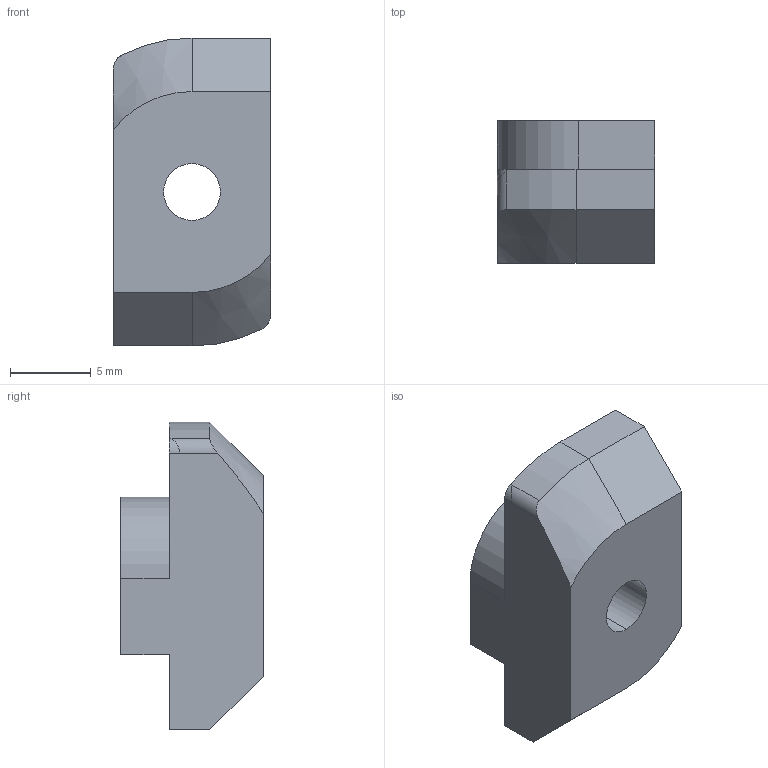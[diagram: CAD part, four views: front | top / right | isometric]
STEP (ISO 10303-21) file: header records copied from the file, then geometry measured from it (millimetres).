
FILE_DESCRIPTION (( 'STEP AP214' ), '1' );
FILE_NAME ('6211500', '2019-02-04T08:31:09', ( '' ), ('JUGARD+KÜNSTNER GmbH'), 'SwSTEP 2.0', 'SolidWorks 2017', '' );
FILE_SCHEMA (( 'AUTOMOTIVE_DESIGN' ));
Length unit declared in the file: millimetre
Products named in the file (1): 6211500_CNAJF00
Bounding box: 9.7 x 8.8 x 19 mm (x, y, z)
Volume: 1100.5 mm3; surface area: 798.4 mm2
Topology: 1 solids, 1 shells, 23 faces, 64 edges, 43 vertices
Faces by surface type: plane 12, cylinder 8, cone 2, bspline 1
Entity records: 832 total; most frequent: CARTESIAN_POINT 205, ORIENTED_EDGE 128, DIRECTION 116, EDGE_CURVE 64, VERTEX_POINT 43, LINE 40, VECTOR 40, AXIS2_PLACEMENT_3D 38
